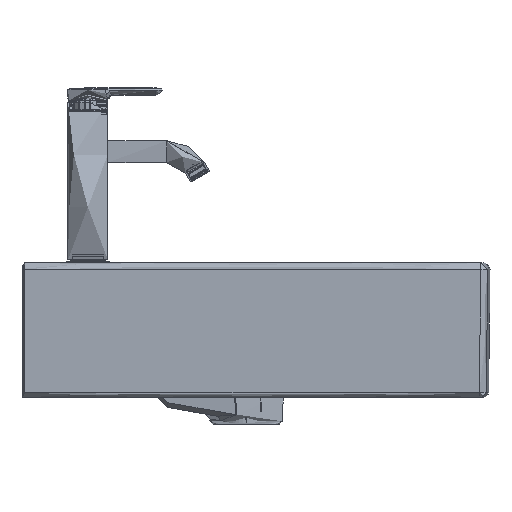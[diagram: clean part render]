
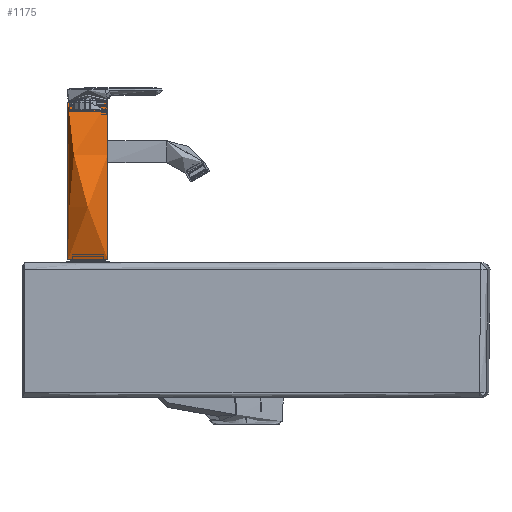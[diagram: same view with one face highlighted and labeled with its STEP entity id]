
A CAD part, left-side view. The second image highlights one B-rep face of the part: STEP entity #1175.
In plain terms, the highlighted free-form (B-spline) face has degree [2, 1] with [5, 2] control points.
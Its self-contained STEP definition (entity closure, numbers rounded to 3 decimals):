
#1175=ADVANCED_FACE('',(#2088),#29687,.T.);
#2088=FACE_OUTER_BOUND('',#3030,.T.);
#3030=EDGE_LOOP('',(#5850,#5851,#5852,#5853,#5854,#5855));
#5850=ORIENTED_EDGE('',*,*,#25176,.T.);
#5851=ORIENTED_EDGE('',*,*,#25177,.T.);
#5852=ORIENTED_EDGE('',*,*,#25178,.T.);
#5853=ORIENTED_EDGE('',*,*,#25179,.T.);
#5854=ORIENTED_EDGE('',*,*,#25180,.T.);
#5855=ORIENTED_EDGE('',*,*,#25181,.T.);
#10130=PCURVE('',#29687,#14410);
#10131=PCURVE('',#29687,#14411);
#10132=PCURVE('',#29687,#14412);
#10133=PCURVE('',#29687,#14413);
#10134=PCURVE('',#29687,#14414);
#10135=PCURVE('',#29687,#14415);
#14410=DEFINITIONAL_REPRESENTATION('',(#19000),#100119);
#14411=DEFINITIONAL_REPRESENTATION('',(#19001),#100119);
#14412=DEFINITIONAL_REPRESENTATION('',(#19002),#100119);
#14413=DEFINITIONAL_REPRESENTATION('',(#19003),#100119);
#14414=DEFINITIONAL_REPRESENTATION('',(#19005),#100119);
#14415=DEFINITIONAL_REPRESENTATION('',(#19006),#100119);
#19000=B_SPLINE_CURVE_WITH_KNOTS('',1,(#53295,#53296),.UNSPECIFIED.,.F.,
 .F.,(2,2),(-62.832,0.),.UNSPECIFIED.);
#19001=B_SPLINE_CURVE_WITH_KNOTS('',1,(#53299,#53300),.UNSPECIFIED.,.F.,
 .F.,(2,2),(0.,158.3),.UNSPECIFIED.);
#19002=B_SPLINE_CURVE_WITH_KNOTS('',1,(#53306,#53307),.UNSPECIFIED.,.F.,
 .F.,(2,2),(-62.832,0.),.UNSPECIFIED.);
#19003=B_SPLINE_CURVE_WITH_KNOTS('',1,(#53310,#53311),.UNSPECIFIED.,.F.,
 .F.,(2,2),(0.,105.5),.UNSPECIFIED.);
#19004=B_SPLINE_CURVE_WITH_KNOTS('',3,(#53312,#53313,#53314,#53315,#53316,
#53317,#53318,#53319,#53320,#53321,#53322,#53323,#53324,#53325,#53326,#53327,
#53328,#53329),.UNSPECIFIED.,.F.,.F.,(4,2,2,2,2,2,2,2,4),(0.,0.126,
0.25,0.376,0.5,0.624,
0.75,0.874,1.),.UNSPECIFIED.);
#19005=B_SPLINE_CURVE_WITH_KNOTS('',3,(#53330,#53331,#53332,#53333,#53334,
#53335,#53336,#53337,#53338,#53339,#53340,#53341,#53342,#53343,#53344,#53345,
#53346,#53347,#53348,#53349,#53350,#53351,#53352,#53353,#53354,#53355,#53356,
#53357,#53358,#53359,#53360),.UNSPECIFIED.,.F.,.F.,(4,3,3,3,3,3,3,3,3,3,
4),(0.,0.127,0.18,0.254,0.356,
0.5,0.644,0.746,0.82,
0.873,1.),.UNSPECIFIED.);
#19006=B_SPLINE_CURVE_WITH_KNOTS('',1,(#53363,#53364),.UNSPECIFIED.,.F.,
 .F.,(2,2),(0.,46.8),.UNSPECIFIED.);
#22769=SURFACE_CURVE('',#27273,(#10130),.PCURVE_S1.);
#22770=SURFACE_CURVE('',#27274,(#10131),.PCURVE_S1.);
#22771=SURFACE_CURVE('',#27275,(#10132),.PCURVE_S1.);
#22772=SURFACE_CURVE('',#27276,(#10133),.PCURVE_S1.);
#22773=SURFACE_CURVE('',#19004,(#10134),.PCURVE_S1.);
#22774=SURFACE_CURVE('',#27277,(#10135),.PCURVE_S1.);
#25176=EDGE_CURVE('',#28588,#28589,#22769,.T.);
#25177=EDGE_CURVE('',#28589,#28590,#22770,.T.);
#25178=EDGE_CURVE('',#28590,#28591,#22771,.T.);
#25179=EDGE_CURVE('',#28591,#28592,#22772,.T.);
#25180=EDGE_CURVE('',#28592,#28593,#22773,.T.);
#25181=EDGE_CURVE('',#28593,#28588,#22774,.T.);
#27273=(
BOUNDED_CURVE()
B_SPLINE_CURVE(2,(#53290,#53291,#53292,#53293,#53294),.UNSPECIFIED.,.F.,
 .F.)
B_SPLINE_CURVE_WITH_KNOTS((3,2,3),(-62.832,-31.416,
0.),.UNSPECIFIED.)
CURVE()
GEOMETRIC_REPRESENTATION_ITEM()
RATIONAL_B_SPLINE_CURVE((1.,0.707,1.,0.707,1.))
REPRESENTATION_ITEM('')
);
#27274=(
BOUNDED_CURVE()
B_SPLINE_CURVE(1,(#53297,#53298),.UNSPECIFIED.,.F.,.F.)
B_SPLINE_CURVE_WITH_KNOTS((2,2),(0.,158.3),.UNSPECIFIED.)
CURVE()
GEOMETRIC_REPRESENTATION_ITEM()
RATIONAL_B_SPLINE_CURVE((1.,1.))
REPRESENTATION_ITEM('')
);
#27275=(
BOUNDED_CURVE()
B_SPLINE_CURVE(2,(#53301,#53302,#53303,#53304,#53305),.UNSPECIFIED.,.F.,
 .F.)
B_SPLINE_CURVE_WITH_KNOTS((3,2,3),(-62.832,-31.416,
0.),.UNSPECIFIED.)
CURVE()
GEOMETRIC_REPRESENTATION_ITEM()
RATIONAL_B_SPLINE_CURVE((1.,0.707,1.,0.707,1.))
REPRESENTATION_ITEM('')
);
#27276=(
BOUNDED_CURVE()
B_SPLINE_CURVE(1,(#53308,#53309),.UNSPECIFIED.,.F.,.F.)
B_SPLINE_CURVE_WITH_KNOTS((2,2),(0.,105.5),.UNSPECIFIED.)
CURVE()
GEOMETRIC_REPRESENTATION_ITEM()
RATIONAL_B_SPLINE_CURVE((1.,1.))
REPRESENTATION_ITEM('')
);
#27277=(
BOUNDED_CURVE()
B_SPLINE_CURVE(1,(#53361,#53362),.UNSPECIFIED.,.F.,.F.)
B_SPLINE_CURVE_WITH_KNOTS((2,2),(0.,46.8),.UNSPECIFIED.)
CURVE()
GEOMETRIC_REPRESENTATION_ITEM()
RATIONAL_B_SPLINE_CURVE((1.,1.))
REPRESENTATION_ITEM('')
);
#28588=VERTEX_POINT('',#53284);
#28589=VERTEX_POINT('',#53285);
#28590=VERTEX_POINT('',#53286);
#28591=VERTEX_POINT('',#53287);
#28592=VERTEX_POINT('',#53288);
#28593=VERTEX_POINT('',#53289);
#29687=(
BOUNDED_SURFACE()
B_SPLINE_SURFACE(2,1,((#53274,#53275),(#53276,#53277),(#53278,#53279),(#53280,
#53281),(#53282,#53283)),.UNSPECIFIED.,.F.,.F.,.F.)
B_SPLINE_SURFACE_WITH_KNOTS((3,2,3),(2,2),(0.,40.,80.),
(0.,158.3),.UNSPECIFIED.)
GEOMETRIC_REPRESENTATION_ITEM()
RATIONAL_B_SPLINE_SURFACE(((1.,1.),(0.707,0.707),
(1.,1.),(0.707,0.707),(1.,1.)))
REPRESENTATION_ITEM('')
SURFACE()
);
#53274=CARTESIAN_POINT('',(234.97,148.851,161.427));
#53275=CARTESIAN_POINT('',(234.97,148.851,3.127));
#53276=CARTESIAN_POINT('',(214.97,148.851,161.427));
#53277=CARTESIAN_POINT('',(214.97,148.851,3.127));
#53278=CARTESIAN_POINT('',(214.97,168.851,161.427));
#53279=CARTESIAN_POINT('',(214.97,168.851,3.127));
#53280=CARTESIAN_POINT('',(214.97,188.851,161.427));
#53281=CARTESIAN_POINT('',(214.97,188.851,3.127));
#53282=CARTESIAN_POINT('',(234.97,188.851,161.427));
#53283=CARTESIAN_POINT('',(234.97,188.851,3.127));
#53284=CARTESIAN_POINT('',(234.97,148.851,161.427));
#53285=CARTESIAN_POINT('',(234.97,188.851,161.427));
#53286=CARTESIAN_POINT('',(234.97,188.851,3.127));
#53287=CARTESIAN_POINT('',(234.97,148.851,3.127));
#53288=CARTESIAN_POINT('',(234.97,148.851,108.627));
#53289=CARTESIAN_POINT('',(234.97,148.851,114.627));
#53290=CARTESIAN_POINT('',(234.97,148.851,161.427));
#53291=CARTESIAN_POINT('',(214.97,148.851,161.427));
#53292=CARTESIAN_POINT('',(214.97,168.851,161.427));
#53293=CARTESIAN_POINT('',(214.97,188.851,161.427));
#53294=CARTESIAN_POINT('',(234.97,188.851,161.427));
#53295=CARTESIAN_POINT('',(0.,0.));
#53296=CARTESIAN_POINT('',(80.,0.));
#53297=CARTESIAN_POINT('',(234.97,188.851,161.427));
#53298=CARTESIAN_POINT('',(234.97,188.851,3.127));
#53299=CARTESIAN_POINT('',(80.,0.));
#53300=CARTESIAN_POINT('',(80.,158.3));
#53301=CARTESIAN_POINT('',(234.97,188.851,3.127));
#53302=CARTESIAN_POINT('',(214.97,188.851,3.127));
#53303=CARTESIAN_POINT('',(214.97,168.851,3.127));
#53304=CARTESIAN_POINT('',(214.97,148.851,3.127));
#53305=CARTESIAN_POINT('',(234.97,148.851,3.127));
#53306=CARTESIAN_POINT('',(80.,158.3));
#53307=CARTESIAN_POINT('',(0.,158.3));
#53308=CARTESIAN_POINT('',(234.97,148.851,3.127));
#53309=CARTESIAN_POINT('',(234.97,148.851,108.627));
#53310=CARTESIAN_POINT('',(0.,158.3));
#53311=CARTESIAN_POINT('',(0.,52.8));
#53312=CARTESIAN_POINT('',(234.97,148.851,108.627));
#53313=CARTESIAN_POINT('',(234.633,148.851,108.627));
#53314=CARTESIAN_POINT('',(234.304,148.859,108.681));
#53315=CARTESIAN_POINT('',(233.641,148.892,108.916));
#53316=CARTESIAN_POINT('',(233.322,148.916,109.09));
#53317=CARTESIAN_POINT('',(232.732,148.974,109.591));
#53318=CARTESIAN_POINT('',(232.474,149.006,109.903));
#53319=CARTESIAN_POINT('',(232.086,149.059,110.694));
#53320=CARTESIAN_POINT('',(231.97,149.077,111.141));
#53321=CARTESIAN_POINT('',(231.97,149.077,112.114));
#53322=CARTESIAN_POINT('',(232.086,149.059,112.561));
#53323=CARTESIAN_POINT('',(232.474,149.006,113.352));
#53324=CARTESIAN_POINT('',(232.732,148.974,113.663));
#53325=CARTESIAN_POINT('',(233.322,148.916,114.164));
#53326=CARTESIAN_POINT('',(233.641,148.892,114.338));
#53327=CARTESIAN_POINT('',(234.304,148.859,114.573));
#53328=CARTESIAN_POINT('',(234.633,148.851,114.627));
#53329=CARTESIAN_POINT('',(234.97,148.851,114.627));
#53330=CARTESIAN_POINT('',(0.,52.8));
#53331=CARTESIAN_POINT('',(0.48,52.8));
#53332=CARTESIAN_POINT('',(0.943,52.745));
#53333=CARTESIAN_POINT('',(1.409,52.625));
#53334=CARTESIAN_POINT('',(1.608,52.574));
#53335=CARTESIAN_POINT('',(1.801,52.513));
#53336=CARTESIAN_POINT('',(1.992,52.438));
#53337=CARTESIAN_POINT('',(2.254,52.336));
#53338=CARTESIAN_POINT('',(2.501,52.213));
#53339=CARTESIAN_POINT('',(2.738,52.062));
#53340=CARTESIAN_POINT('',(3.065,51.854));
#53341=CARTESIAN_POINT('',(3.347,51.617));
#53342=CARTESIAN_POINT('',(3.587,51.308));
#53343=CARTESIAN_POINT('',(3.926,50.873));
#53344=CARTESIAN_POINT('',(4.138,50.363));
#53345=CARTESIAN_POINT('',(4.138,49.8));
#53346=CARTESIAN_POINT('',(4.138,49.237));
#53347=CARTESIAN_POINT('',(3.926,48.727));
#53348=CARTESIAN_POINT('',(3.587,48.292));
#53349=CARTESIAN_POINT('',(3.347,47.983));
#53350=CARTESIAN_POINT('',(3.065,47.746));
#53351=CARTESIAN_POINT('',(2.738,47.538));
#53352=CARTESIAN_POINT('',(2.501,47.387));
#53353=CARTESIAN_POINT('',(2.254,47.264));
#53354=CARTESIAN_POINT('',(1.992,47.162));
#53355=CARTESIAN_POINT('',(1.801,47.087));
#53356=CARTESIAN_POINT('',(1.608,47.026));
#53357=CARTESIAN_POINT('',(1.409,46.975));
#53358=CARTESIAN_POINT('',(0.943,46.855));
#53359=CARTESIAN_POINT('',(0.48,46.8));
#53360=CARTESIAN_POINT('',(0.,46.8));
#53361=CARTESIAN_POINT('',(234.97,148.851,114.627));
#53362=CARTESIAN_POINT('',(234.97,148.851,161.427));
#53363=CARTESIAN_POINT('',(0.,46.8));
#53364=CARTESIAN_POINT('',(0.,0.));
#100119=(
GEOMETRIC_REPRESENTATION_CONTEXT(2)
PARAMETRIC_REPRESENTATION_CONTEXT()
REPRESENTATION_CONTEXT('pspace','')
);
